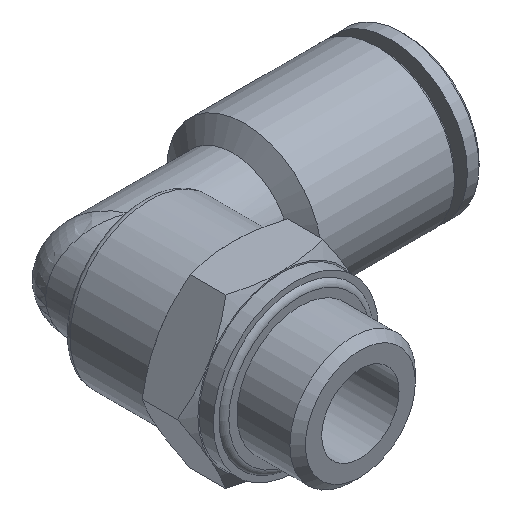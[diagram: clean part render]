
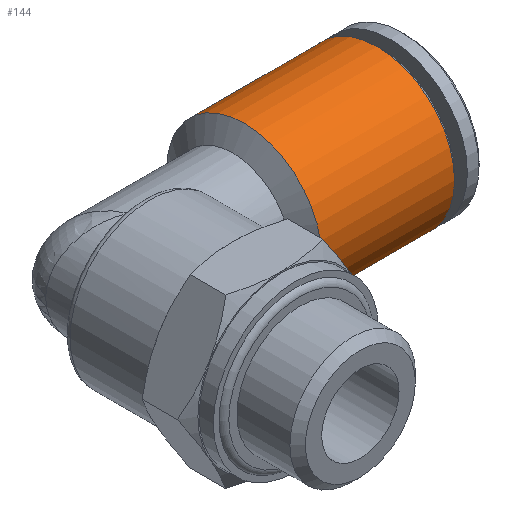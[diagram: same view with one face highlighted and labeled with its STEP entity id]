
A CAD part, isometric view. The second image highlights one B-rep face of the part: STEP entity #144.
In plain terms, the highlighted cylindrical face has radius 6 mm (diameter 12 mm), a full revolution.
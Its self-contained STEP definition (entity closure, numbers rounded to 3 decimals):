
#102=CARTESIAN_POINT('',(9.,6.,0.0));
#103=VERTEX_POINT('',#102);
#104=CARTESIAN_POINT('',(9.,0.0,0.0));
#105=DIRECTION('',(1.0,0.0,0.0));
#106=DIRECTION('',(0.0,1.0,0.0));
#107=AXIS2_PLACEMENT_3D('',#104,#105,#106);
#108=CIRCLE('',#107,6.);
#109=EDGE_CURVE('',#103,#103,#108,.T.);
#125=CARTESIAN_POINT('',(14.15,0.0,0.0));
#126=DIRECTION('',(1.0,0.0,0.0));
#127=DIRECTION('',(0.0,1.0,0.0));
#128=AXIS2_PLACEMENT_3D('',#125,#126,#127);
#129=CYLINDRICAL_SURFACE('',#128,6.);
#130=CARTESIAN_POINT('',(19.3,6.,0.0));
#131=VERTEX_POINT('',#130);
#132=CARTESIAN_POINT('',(19.3,0.0,0.0));
#133=DIRECTION('',(1.0,0.0,0.0));
#134=DIRECTION('',(0.0,1.0,0.0));
#135=AXIS2_PLACEMENT_3D('',#132,#133,#134);
#136=CIRCLE('',#135,6.);
#137=EDGE_CURVE('',#131,#131,#136,.T.);
#138=ORIENTED_EDGE('',*,*,#137,.F.);
#139=EDGE_LOOP('',(#138));
#140=FACE_OUTER_BOUND('',#139,.T.);
#141=ORIENTED_EDGE('',*,*,#109,.T.);
#142=EDGE_LOOP('',(#141));
#143=FACE_BOUND('',#142,.T.);
#144=ADVANCED_FACE('',(#140,#143),#129,.T.);
